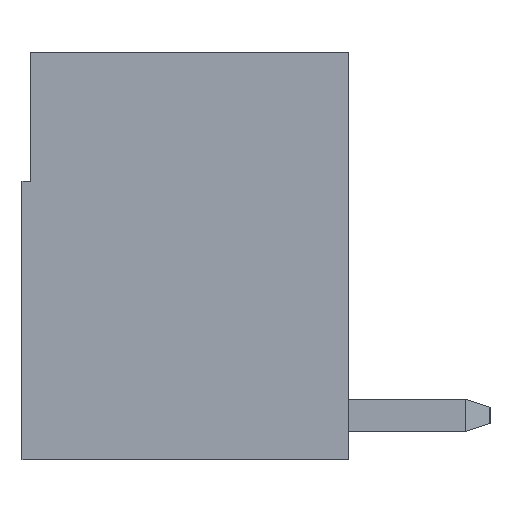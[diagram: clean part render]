
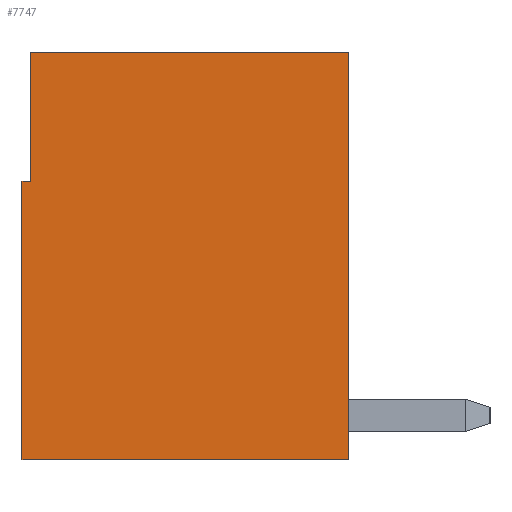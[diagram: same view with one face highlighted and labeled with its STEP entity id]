
A CAD part, left-side view. The second image highlights one B-rep face of the part: STEP entity #7747.
In plain terms, the highlighted planar face has unit normal (-1, 0, 0).
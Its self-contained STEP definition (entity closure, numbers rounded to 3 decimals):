
#1230=ORIENTED_EDGE('',*,*,#2418,.T.);
#1231=ORIENTED_EDGE('',*,*,#2470,.T.);
#1232=ORIENTED_EDGE('',*,*,#3044,.T.);
#1233=ORIENTED_EDGE('',*,*,#3046,.T.);
#1234=ORIENTED_EDGE('',*,*,#3041,.T.);
#1235=ORIENTED_EDGE('',*,*,#2636,.T.);
#2418=EDGE_CURVE('',#3515,#3514,#4251,.T.);
#2470=EDGE_CURVE('',#3514,#3563,#4302,.T.);
#2636=EDGE_CURVE('',#3722,#3515,#4465,.T.);
#3041=EDGE_CURVE('',#4058,#3722,#4836,.T.);
#3044=EDGE_CURVE('',#3563,#4061,#4839,.T.);
#3046=EDGE_CURVE('',#4061,#4058,#4841,.T.);
#3514=VERTEX_POINT('',#10676);
#3515=VERTEX_POINT('',#10678);
#3563=VERTEX_POINT('',#10780);
#3722=VERTEX_POINT('',#11129);
#4058=VERTEX_POINT('',#11942);
#4061=VERTEX_POINT('',#11950);
#4251=LINE('',#10677,#5288);
#4302=LINE('',#10782,#5339);
#4465=LINE('',#11128,#5502);
#4836=LINE('',#11945,#5873);
#4839=LINE('',#11951,#5876);
#4841=LINE('',#11954,#5878);
#5288=VECTOR('',#8625,1000.);
#5339=VECTOR('',#8684,1000.);
#5502=VECTOR('',#8899,1000.);
#5873=VECTOR('',#9486,1000.);
#5876=VECTOR('',#9491,1000.);
#5878=VECTOR('',#9495,1000.);
#6468=EDGE_LOOP('',(#1230,#1231,#1232,#1233,#1234,#1235));
#6937=FACE_BOUND('',#6468,.T.);
#7358=PLANE('',#8268);
#7747=ADVANCED_FACE('',(#6937),#7358,.T.);
#8268=AXIS2_PLACEMENT_3D('',#12112,#9687,#9688);
#8625=DIRECTION('',(0.,0.,1.));
#8684=DIRECTION('',(0.,1.,0.));
#8899=DIRECTION('',(0.,-1.,0.));
#9486=DIRECTION('',(0.,0.,-1.));
#9491=DIRECTION('',(0.,0.,-1.));
#9495=DIRECTION('',(0.,1.,0.));
#9687=DIRECTION('',(-1.,0.,0.));
#9688=DIRECTION('',(0.,0.,1.));
#10676=CARTESIAN_POINT('',(-13.55,-4.05,5.05));
#10677=CARTESIAN_POINT('',(-13.55,-4.05,-5.05));
#10678=CARTESIAN_POINT('',(-13.55,-4.05,-5.05));
#10780=CARTESIAN_POINT('',(-13.55,3.85,5.05));
#10782=CARTESIAN_POINT('',(-13.55,-4.05,5.05));
#11128=CARTESIAN_POINT('',(-13.55,4.05,-5.05));
#11129=CARTESIAN_POINT('',(-13.55,4.05,-5.05));
#11942=CARTESIAN_POINT('',(-13.55,4.05,1.85));
#11945=CARTESIAN_POINT('',(-13.55,4.05,1.85));
#11950=CARTESIAN_POINT('',(-13.55,3.85,1.85));
#11951=CARTESIAN_POINT('',(-13.55,3.85,5.05));
#11954=CARTESIAN_POINT('',(-13.55,3.85,1.85));
#12112=CARTESIAN_POINT('',(-13.55,0.,0.));
